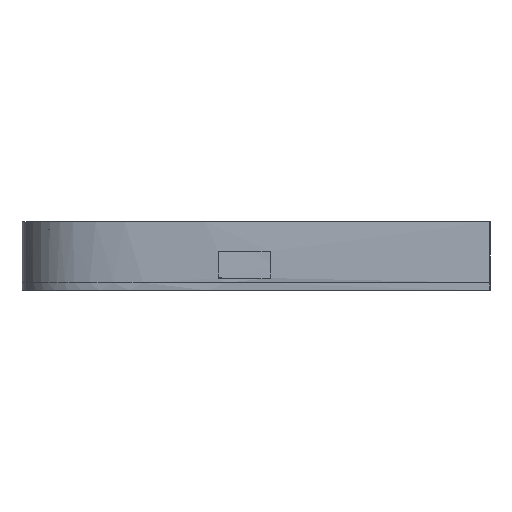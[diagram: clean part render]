
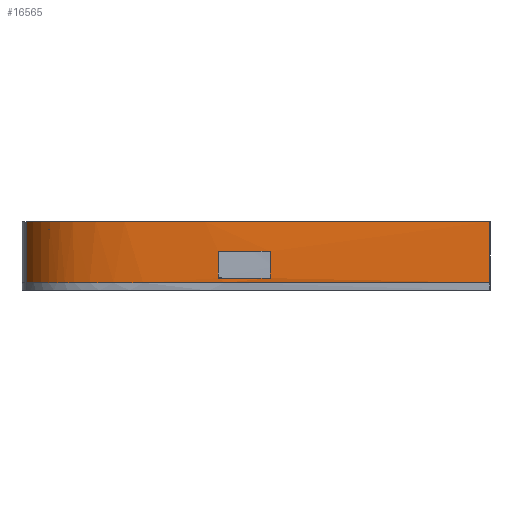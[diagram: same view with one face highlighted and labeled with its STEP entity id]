
A CAD part, left-side view. The second image highlights one B-rep face of the part: STEP entity #16565.
In plain terms, the highlighted free-form (B-spline) face has degree [3, 1] with [18, 2] control points.
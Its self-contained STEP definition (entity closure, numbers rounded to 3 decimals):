
#35=B_SPLINE_SURFACE_WITH_KNOTS('',3,1,((#28818,#28819),(#28820,#28821),
(#28822,#28823),(#28824,#28825),(#28826,#28827),(#28828,#28829),(#28830,
#28831),(#28832,#28833),(#28834,#28835),(#28836,#28837),(#28838,#28839),
(#28840,#28841),(#28842,#28843),(#28844,#28845),(#28846,#28847),(#28848,
#28849),(#28850,#28851),(#28852,#28853)),.UNSPECIFIED.,.F.,.F.,.F.,(4,3,
3,2,2,2,2,4),(2,2),(-6.592,-6.156,0.,14.753,
25.077,29.549,31.524,32.238),(0.,
2.4),.UNSPECIFIED.);
#70=FACE_BOUND('',#2496,.T.);
#1620=FACE_OUTER_BOUND('',#2495,.T.);
#2495=EDGE_LOOP('',(#14109,#14110,#14111,#14112));
#2496=EDGE_LOOP('',(#14113,#14114,#14115,#14116));
#2755=B_SPLINE_CURVE_WITH_KNOTS('',3,(#21449,#21450,#21451,#21452),
 .UNSPECIFIED.,.F.,.F.,(4,4),(-2.039,-0.05),
 .UNSPECIFIED.);
#2757=B_SPLINE_CURVE_WITH_KNOTS('',3,(#21463,#21464,#21465,#21466),
 .UNSPECIFIED.,.F.,.F.,(4,4),(-1.1,-0.05),.UNSPECIFIED.);
#2759=B_SPLINE_CURVE_WITH_KNOTS('',3,(#21475,#21476,#21477,#21478),
 .UNSPECIFIED.,.F.,.F.,(4,4),(-2.061,-0.05),
 .UNSPECIFIED.);
#2761=B_SPLINE_CURVE_WITH_KNOTS('',3,(#21486,#21487,#21488,#21489),
 .UNSPECIFIED.,.F.,.F.,(4,4),(-1.1,-0.05),.UNSPECIFIED.);
#2763=B_SPLINE_CURVE_WITH_KNOTS('',3,(#21534,#21535,#21536,#21537,#21538,
#21539),.UNSPECIFIED.,.F.,.F.,(4,2,4),(-2.4,-1.2,0.),.UNSPECIFIED.);
#3396=B_SPLINE_CURVE_WITH_KNOTS('',3,(#28855,#28856,#28857,#28858,#28859,
#28860,#28861,#28862,#28863,#28864,#28865,#28866,#28867,#28868,#28869,#28870,
#28871,#28872,#28873),.UNSPECIFIED.,.F.,.F.,(4,3,3,3,3,3,4),(-32.238,
-31.524,-29.549,-25.077,-14.753,
0.,2.54),.UNSPECIFIED.);
#3397=B_SPLINE_CURVE_WITH_KNOTS('',3,(#28875,#28876,#28877,#28878,#28879,
#28880,#28881,#28882,#28883,#28884,#28885,#28886,#28887,#28888,#28889,#28890,
#28891,#28892,#28893),.UNSPECIFIED.,.F.,.F.,(4,3,3,3,3,3,4),(-2.54,0.,
14.753,25.077,29.549,31.524,32.238),
 .UNSPECIFIED.);
#4897=LINE('',#28894,#6512);
#6512=VECTOR('',#20536,10.);
#6764=VERTEX_POINT('',#21447);
#6765=VERTEX_POINT('',#21448);
#6768=VERTEX_POINT('',#21462);
#6770=VERTEX_POINT('',#21474);
#6787=VERTEX_POINT('',#21531);
#6788=VERTEX_POINT('',#21533);
#8222=VERTEX_POINT('',#28854);
#8223=VERTEX_POINT('',#28874);
#8414=EDGE_CURVE('',#6764,#6765,#2755,.T.);
#8418=EDGE_CURVE('',#6765,#6768,#2757,.T.);
#8421=EDGE_CURVE('',#6768,#6770,#2759,.T.);
#8424=EDGE_CURVE('',#6770,#6764,#2761,.T.);
#8444=EDGE_CURVE('',#6788,#6787,#2763,.F.);
#10496=EDGE_CURVE('',#8222,#6788,#3396,.T.);
#10497=EDGE_CURVE('',#6787,#8223,#3397,.T.);
#10498=EDGE_CURVE('',#8222,#8223,#4897,.T.);
#14109=ORIENTED_EDGE('',*,*,#10496,.T.);
#14110=ORIENTED_EDGE('',*,*,#8444,.T.);
#14111=ORIENTED_EDGE('',*,*,#10497,.T.);
#14112=ORIENTED_EDGE('',*,*,#10498,.F.);
#14113=ORIENTED_EDGE('',*,*,#8421,.T.);
#14114=ORIENTED_EDGE('',*,*,#8424,.T.);
#14115=ORIENTED_EDGE('',*,*,#8414,.T.);
#14116=ORIENTED_EDGE('',*,*,#8418,.T.);
#16565=ADVANCED_FACE('',(#1620,#70),#35,.F.);
#20536=DIRECTION('',(0.,0.,1.));
#21447=CARTESIAN_POINT('',(-98.411,77.129,15.324));
#21448=CARTESIAN_POINT('',(-98.906,56.829,15.324));
#21449=CARTESIAN_POINT('Ctrl Pts',(-98.407,77.129,15.324));
#21450=CARTESIAN_POINT('Ctrl Pts',(-98.628,70.941,15.324));
#21451=CARTESIAN_POINT('Ctrl Pts',(-98.786,64.204,15.324));
#21452=CARTESIAN_POINT('Ctrl Pts',(-98.9,56.829,15.324));
#21462=CARTESIAN_POINT('',(-98.906,56.829,4.824));
#21463=CARTESIAN_POINT('Ctrl Pts',(-98.906,56.829,15.324));
#21464=CARTESIAN_POINT('Ctrl Pts',(-98.906,56.829,11.824));
#21465=CARTESIAN_POINT('Ctrl Pts',(-98.906,56.829,8.324));
#21466=CARTESIAN_POINT('Ctrl Pts',(-98.906,56.829,4.824));
#21474=CARTESIAN_POINT('',(-98.411,77.129,4.824));
#21475=CARTESIAN_POINT('Ctrl Pts',(-98.9,56.829,4.824));
#21476=CARTESIAN_POINT('Ctrl Pts',(-98.786,64.204,4.824));
#21477=CARTESIAN_POINT('Ctrl Pts',(-98.628,70.941,4.824));
#21478=CARTESIAN_POINT('Ctrl Pts',(-98.407,77.129,4.824));
#21486=CARTESIAN_POINT('Ctrl Pts',(-98.411,77.129,4.824));
#21487=CARTESIAN_POINT('Ctrl Pts',(-98.411,77.129,8.324));
#21488=CARTESIAN_POINT('Ctrl Pts',(-98.411,77.129,11.824));
#21489=CARTESIAN_POINT('Ctrl Pts',(-98.411,77.129,15.324));
#21531=CARTESIAN_POINT('',(-99.283,-29.281,27.));
#21533=CARTESIAN_POINT('',(-99.283,-29.281,3.));
#21534=CARTESIAN_POINT('Ctrl Pts',(-99.283,-29.281,
27.));
#21535=CARTESIAN_POINT('Ctrl Pts',(-99.283,-29.281,
23.));
#21536=CARTESIAN_POINT('Ctrl Pts',(-99.283,-29.281,
19.));
#21537=CARTESIAN_POINT('Ctrl Pts',(-99.283,-29.281,
11.));
#21538=CARTESIAN_POINT('Ctrl Pts',(-99.283,-29.281,
7.));
#21539=CARTESIAN_POINT('Ctrl Pts',(-99.283,-29.281,
3.));
#28818=CARTESIAN_POINT('Ctrl Pts',(-99.356,-69.801,
3.));
#28819=CARTESIAN_POINT('Ctrl Pts',(-99.356,-69.801,
27.));
#28820=CARTESIAN_POINT('Ctrl Pts',(-99.353,-68.349,
3.));
#28821=CARTESIAN_POINT('Ctrl Pts',(-99.353,-68.349,
27.));
#28822=CARTESIAN_POINT('Ctrl Pts',(-99.351,-66.897,
3.));
#28823=CARTESIAN_POINT('Ctrl Pts',(-99.351,-66.897,
27.));
#28824=CARTESIAN_POINT('Ctrl Pts',(-99.348,-65.445,
3.));
#28825=CARTESIAN_POINT('Ctrl Pts',(-99.348,-65.445,
27.));
#28826=CARTESIAN_POINT('Ctrl Pts',(-99.311,-44.923,3.));
#28827=CARTESIAN_POINT('Ctrl Pts',(-99.311,-44.923,27.));
#28828=CARTESIAN_POINT('Ctrl Pts',(-99.274,-24.402,
3.));
#28829=CARTESIAN_POINT('Ctrl Pts',(-99.274,-24.402,
27.));
#28830=CARTESIAN_POINT('Ctrl Pts',(-99.237,-3.881,
3.));
#28831=CARTESIAN_POINT('Ctrl Pts',(-99.237,-3.881,
27.));
#28832=CARTESIAN_POINT('Ctrl Pts',(-99.149,45.294,3.));
#28833=CARTESIAN_POINT('Ctrl Pts',(-99.149,45.294,27.));
#28834=CARTESIAN_POINT('Ctrl Pts',(-99.093,76.882,3.));
#28835=CARTESIAN_POINT('Ctrl Pts',(-99.093,76.882,27.));
#28836=CARTESIAN_POINT('Ctrl Pts',(-95.747,114.925,3.));
#28837=CARTESIAN_POINT('Ctrl Pts',(-95.747,114.925,27.));
#28838=CARTESIAN_POINT('Ctrl Pts',(-93.457,125.811,3.));
#28839=CARTESIAN_POINT('Ctrl Pts',(-93.457,125.811,27.));
#28840=CARTESIAN_POINT('Ctrl Pts',(-88.107,137.39,3.));
#28841=CARTESIAN_POINT('Ctrl Pts',(-88.107,137.39,27.));
#28842=CARTESIAN_POINT('Ctrl Pts',(-85.596,141.714,3.));
#28843=CARTESIAN_POINT('Ctrl Pts',(-85.596,141.714,27.));
#28844=CARTESIAN_POINT('Ctrl Pts',(-79.707,147.156,3.));
#28845=CARTESIAN_POINT('Ctrl Pts',(-79.707,147.156,27.));
#28846=CARTESIAN_POINT('Ctrl Pts',(-77.233,149.058,3.));
#28847=CARTESIAN_POINT('Ctrl Pts',(-77.233,149.058,27.));
#28848=CARTESIAN_POINT('Ctrl Pts',(-72.5,151.42,3.));
#28849=CARTESIAN_POINT('Ctrl Pts',(-72.5,151.42,27.));
#28850=CARTESIAN_POINT('Ctrl Pts',(-71.279,151.942,3.));
#28851=CARTESIAN_POINT('Ctrl Pts',(-71.279,151.942,27.));
#28852=CARTESIAN_POINT('Ctrl Pts',(-70.146,152.376,3.));
#28853=CARTESIAN_POINT('Ctrl Pts',(-70.146,152.376,27.));
#28854=CARTESIAN_POINT('',(-70.146,152.376,3.));
#28855=CARTESIAN_POINT('Ctrl Pts',(-70.146,152.376,3.));
#28856=CARTESIAN_POINT('Ctrl Pts',(-71.279,151.942,3.));
#28857=CARTESIAN_POINT('Ctrl Pts',(-72.5,151.42,3.));
#28858=CARTESIAN_POINT('Ctrl Pts',(-73.757,150.793,3.));
#28859=CARTESIAN_POINT('Ctrl Pts',(-77.233,149.058,3.));
#28860=CARTESIAN_POINT('Ctrl Pts',(-79.707,147.156,3.));
#28861=CARTESIAN_POINT('Ctrl Pts',(-81.511,145.488,3.));
#28862=CARTESIAN_POINT('Ctrl Pts',(-85.596,141.714,3.));
#28863=CARTESIAN_POINT('Ctrl Pts',(-88.107,137.39,3.));
#28864=CARTESIAN_POINT('Ctrl Pts',(-89.724,133.891,3.));
#28865=CARTESIAN_POINT('Ctrl Pts',(-93.457,125.811,3.));
#28866=CARTESIAN_POINT('Ctrl Pts',(-95.747,114.925,3.));
#28867=CARTESIAN_POINT('Ctrl Pts',(-97.125,99.262,3.));
#28868=CARTESIAN_POINT('Ctrl Pts',(-99.093,76.882,3.));
#28869=CARTESIAN_POINT('Ctrl Pts',(-99.149,45.294,3.));
#28870=CARTESIAN_POINT('Ctrl Pts',(-99.237,-3.881,
3.));
#28871=CARTESIAN_POINT('Ctrl Pts',(-99.253,-12.347,
3.));
#28872=CARTESIAN_POINT('Ctrl Pts',(-99.268,-20.814,3.));
#28873=CARTESIAN_POINT('Ctrl Pts',(-99.283,-29.281,
3.));
#28874=CARTESIAN_POINT('',(-70.146,152.376,27.));
#28875=CARTESIAN_POINT('Ctrl Pts',(-99.283,-29.281,
27.));
#28876=CARTESIAN_POINT('Ctrl Pts',(-99.268,-20.814,27.));
#28877=CARTESIAN_POINT('Ctrl Pts',(-99.253,-12.347,
27.));
#28878=CARTESIAN_POINT('Ctrl Pts',(-99.237,-3.881,
27.));
#28879=CARTESIAN_POINT('Ctrl Pts',(-99.149,45.294,27.));
#28880=CARTESIAN_POINT('Ctrl Pts',(-99.093,76.882,27.));
#28881=CARTESIAN_POINT('Ctrl Pts',(-97.125,99.262,27.));
#28882=CARTESIAN_POINT('Ctrl Pts',(-95.747,114.925,27.));
#28883=CARTESIAN_POINT('Ctrl Pts',(-93.457,125.811,27.));
#28884=CARTESIAN_POINT('Ctrl Pts',(-89.724,133.891,27.));
#28885=CARTESIAN_POINT('Ctrl Pts',(-88.107,137.39,27.));
#28886=CARTESIAN_POINT('Ctrl Pts',(-85.596,141.714,27.));
#28887=CARTESIAN_POINT('Ctrl Pts',(-81.511,145.488,27.));
#28888=CARTESIAN_POINT('Ctrl Pts',(-79.707,147.156,27.));
#28889=CARTESIAN_POINT('Ctrl Pts',(-77.233,149.058,27.));
#28890=CARTESIAN_POINT('Ctrl Pts',(-73.757,150.793,27.));
#28891=CARTESIAN_POINT('Ctrl Pts',(-72.5,151.42,27.));
#28892=CARTESIAN_POINT('Ctrl Pts',(-71.279,151.942,27.));
#28893=CARTESIAN_POINT('Ctrl Pts',(-70.146,152.376,27.));
#28894=CARTESIAN_POINT('',(-70.146,152.376,3.));
